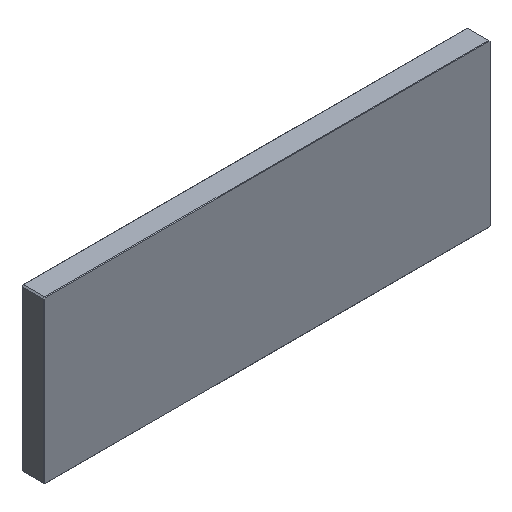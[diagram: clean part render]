
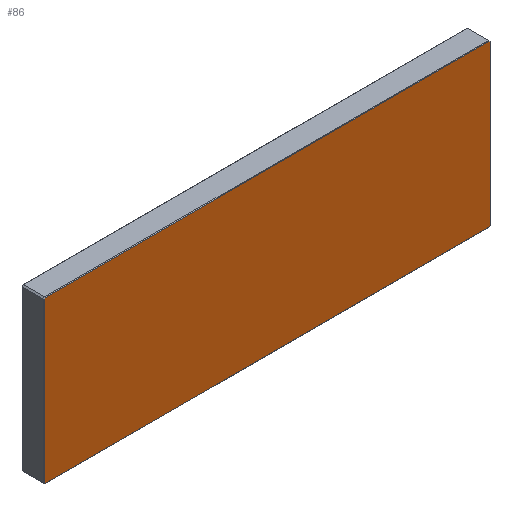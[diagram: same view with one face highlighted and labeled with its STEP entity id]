
A CAD part, isometric view. The second image highlights one B-rep face of the part: STEP entity #86.
In plain terms, the highlighted planar face has unit normal (0, -1, 0).
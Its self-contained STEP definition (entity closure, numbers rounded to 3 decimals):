
#86 = ADVANCED_FACE( '', ( #124 ), #125, .T. );
#124 = FACE_OUTER_BOUND( '', #176, .T. );
#125 = PLANE( '', #177 );
#176 = EDGE_LOOP( '', ( #287, #288, #289, #290, #291, #292, #293, #294 ) );
#177 = AXIS2_PLACEMENT_3D( '', #295, #296, #297 );
#287 = ORIENTED_EDGE( '', *, *, #428, .T. );
#288 = ORIENTED_EDGE( '', *, *, #429, .T. );
#289 = ORIENTED_EDGE( '', *, *, #425, .T. );
#290 = ORIENTED_EDGE( '', *, *, #430, .T. );
#291 = ORIENTED_EDGE( '', *, *, #431, .T. );
#292 = ORIENTED_EDGE( '', *, *, #432, .T. );
#293 = ORIENTED_EDGE( '', *, *, #433, .T. );
#294 = ORIENTED_EDGE( '', *, *, #434, .T. );
#295 = CARTESIAN_POINT( '', ( -80., -4., -29. ) );
#296 = DIRECTION( '', ( 0., -1., 0. ) );
#297 = DIRECTION( '', ( 0., 0., -1. ) );
#425 = EDGE_CURVE( '', #501, #502, #503, .T. );
#428 = EDGE_CURVE( '', #506, #507, #508, .T. );
#429 = EDGE_CURVE( '', #507, #501, #509, .T. );
#430 = EDGE_CURVE( '', #502, #510, #511, .T. );
#431 = EDGE_CURVE( '', #510, #512, #513, .T. );
#432 = EDGE_CURVE( '', #512, #514, #515, .T. );
#433 = EDGE_CURVE( '', #514, #516, #517, .T. );
#434 = EDGE_CURVE( '', #516, #506, #518, .T. );
#501 = VERTEX_POINT( '', #618 );
#502 = VERTEX_POINT( '', #619 );
#503 = LINE( '', #620, #621 );
#506 = VERTEX_POINT( '', #626 );
#507 = VERTEX_POINT( '', #627 );
#508 = LINE( '', #628, #629 );
#509 = LINE( '', #630, #631 );
#510 = VERTEX_POINT( '', #632 );
#511 = LINE( '', #633, #634 );
#512 = VERTEX_POINT( '', #635 );
#513 = LINE( '', #636, #637 );
#514 = VERTEX_POINT( '', #638 );
#515 = LINE( '', #639, #640 );
#516 = VERTEX_POINT( '', #641 );
#517 = LINE( '', #642, #643 );
#518 = LINE( '', #644, #645 );
#618 = CARTESIAN_POINT( '', ( -79.8, -4., 28.417 ) );
#619 = CARTESIAN_POINT( '', ( -79.8, -4., -28.417 ) );
#620 = CARTESIAN_POINT( '', ( -79.8, -4., -28.5 ) );
#621 = VECTOR( '', #713, 1000. );
#626 = CARTESIAN_POINT( '', ( 79.417, -4., 28.8 ) );
#627 = CARTESIAN_POINT( '', ( -79.417, -4., 28.8 ) );
#628 = CARTESIAN_POINT( '', ( -79.5, -4., 28.8 ) );
#629 = VECTOR( '', #716, 1000. );
#630 = CARTESIAN_POINT( '', ( -108.609, -4., -0.391 ) );
#631 = VECTOR( '', #717, 1000. );
#632 = CARTESIAN_POINT( '', ( -79.417, -4., -28.8 ) );
#633 = CARTESIAN_POINT( '', ( -79.609, -4., -28.609 ) );
#634 = VECTOR( '', #718, 1000. );
#635 = CARTESIAN_POINT( '', ( 79.417, -4., -28.8 ) );
#636 = CARTESIAN_POINT( '', ( 79.5, -4., -28.8 ) );
#637 = VECTOR( '', #719, 1000. );
#638 = CARTESIAN_POINT( '', ( 79.8, -4., -28.417 ) );
#639 = CARTESIAN_POINT( '', ( -0.391, -4., -108.609 ) );
#640 = VECTOR( '', #720, 1000. );
#641 = CARTESIAN_POINT( '', ( 79.8, -4., 28.417 ) );
#642 = CARTESIAN_POINT( '', ( 79.8, -4., 28.5 ) );
#643 = VECTOR( '', #721, 1000. );
#644 = CARTESIAN_POINT( '', ( 28.609, -4., 79.609 ) );
#645 = VECTOR( '', #722, 1000. );
#713 = DIRECTION( '', ( 0., 0., -1. ) );
#716 = DIRECTION( '', ( -1., 0., 0. ) );
#717 = DIRECTION( '', ( -0.707, 0., -0.707 ) );
#718 = DIRECTION( '', ( 0.707, 0., -0.707 ) );
#719 = DIRECTION( '', ( 1., 0., 0. ) );
#720 = DIRECTION( '', ( 0.707, 0., 0.707 ) );
#721 = DIRECTION( '', ( 0., 0., 1. ) );
#722 = DIRECTION( '', ( -0.707, 0., 0.707 ) );
